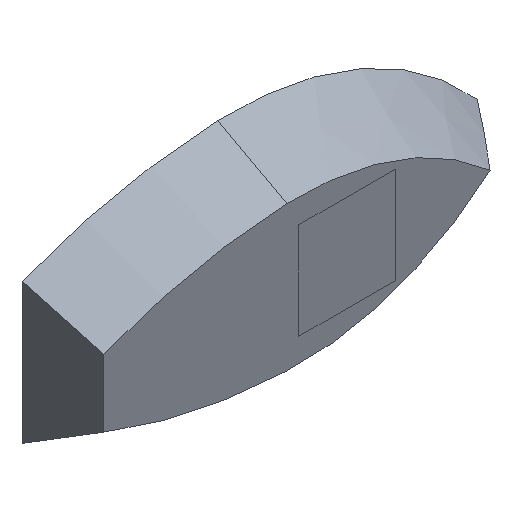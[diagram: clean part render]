
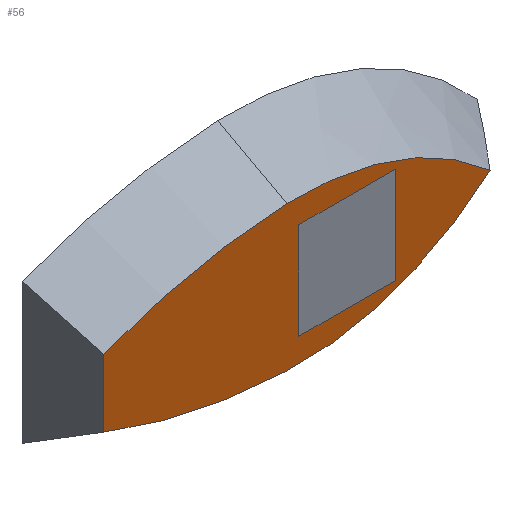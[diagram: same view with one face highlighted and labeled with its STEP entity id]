
A CAD part, isometric view. The second image highlights one B-rep face of the part: STEP entity #56.
In plain terms, the highlighted planar face has unit normal (0, -1, 0).
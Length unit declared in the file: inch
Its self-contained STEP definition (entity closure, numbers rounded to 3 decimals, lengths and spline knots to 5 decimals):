
#2 = DIRECTION ( 'NONE',  ( 0., 0., 1. ) ) ;
#3 = VERTEX_POINT ( 'NONE', #77 ) ;
#4 = EDGE_CURVE ( 'NONE', #284, #307, #168, .T. ) ;
#7 = DIRECTION ( 'NONE',  ( 0., 0., 1. ) ) ;
#12 = DIRECTION ( 'NONE',  ( 0., 1., 0. ) ) ;
#15 = CARTESIAN_POINT ( 'NONE',  ( 84.67176, 0., -19.68504 ) ) ;
#17 = DIRECTION ( 'NONE',  ( 0., 0., 1. ) ) ;
#24 = CARTESIAN_POINT ( 'NONE',  ( 79.55087, 0., 19.68504 ) ) ;
#25 = VERTEX_POINT ( 'NONE', #230 ) ;
#26 = VECTOR ( 'NONE', #78, 39.37008 ) ;
#28 = ORIENTED_EDGE ( 'NONE', *, *, #154, .F. ) ;
#34 = ORIENTED_EDGE ( 'NONE', *, *, #49, .F. ) ;
#38 = VERTEX_POINT ( 'NONE', #203 ) ;
#43 = PLANE ( 'NONE',  #164 ) ;
#44 = ORIENTED_EDGE ( 'NONE', *, *, #272, .F. ) ;
#49 = EDGE_CURVE ( 'NONE', #3, #218, #238, .T. ) ;
#56 = ADVANCED_FACE ( 'NONE', ( #96, #160 ), #43, .F. ) ;
#65 = DIRECTION ( 'NONE',  ( 0., 1., 0. ) ) ;
#73 = LINE ( 'NONE', #232, #26 ) ;
#75 = VECTOR ( 'NONE', #300, 39.37008 ) ;
#77 = CARTESIAN_POINT ( 'NONE',  ( 157.48031, 0., 0. ) ) ;
#78 = DIRECTION ( 'NONE',  ( 0., 0., 1. ) ) ;
#79 = EDGE_CURVE ( 'NONE', #209, #38, #219, .T. ) ;
#85 = ORIENTED_EDGE ( 'NONE', *, *, #79, .F. ) ;
#96 = FACE_OUTER_BOUND ( 'NONE', #105, .T. ) ;
#104 = ORIENTED_EDGE ( 'NONE', *, *, #221, .F. ) ;
#105 = EDGE_LOOP ( 'NONE', ( #104, #175, #44, #34, #248 ) ) ;
#106 = VECTOR ( 'NONE', #7, 39.37008 ) ;
#116 = DIRECTION ( 'NONE',  ( 0., 0., 1. ) ) ;
#118 = AXIS2_PLACEMENT_3D ( 'NONE', #213, #65, #315 ) ;
#119 = CARTESIAN_POINT ( 'NONE',  ( 118.92095, 0., -19.68504 ) ) ;
#120 = LINE ( 'NONE', #125, #234 ) ;
#125 = CARTESIAN_POINT ( 'NONE',  ( 84.67176, 0., 19.68504 ) ) ;
#126 = EDGE_CURVE ( 'NONE', #220, #3, #243, .T. ) ;
#138 = CARTESIAN_POINT ( 'NONE',  ( 0., 0., 13.77953 ) ) ;
#141 = DIRECTION ( 'NONE',  ( 0., 1., 0. ) ) ;
#144 = EDGE_LOOP ( 'NONE', ( #247, #237, #85, #28 ) ) ;
#145 = CARTESIAN_POINT ( 'NONE',  ( 74.65172, 0., -29.52756 ) ) ;
#147 = CARTESIAN_POINT ( 'NONE',  ( 84.67176, 0., -202.7842 ) ) ;
#149 = LINE ( 'NONE', #15, #283 ) ;
#154 = EDGE_CURVE ( 'NONE', #307, #209, #120, .T. ) ;
#156 = CARTESIAN_POINT ( 'NONE',  ( 84.67176, 0., -202.7842 ) ) ;
#160 = FACE_BOUND ( 'NONE', #144, .T. ) ;
#164 = AXIS2_PLACEMENT_3D ( 'NONE', #156, #12, #286 ) ;
#165 = DIRECTION ( 'NONE',  ( 0., 1., 0. ) ) ;
#168 = LINE ( 'NONE', #201, #106 ) ;
#175 = ORIENTED_EDGE ( 'NONE', *, *, #310, .F. ) ;
#178 = CARTESIAN_POINT ( 'NONE',  ( 79.55087, 0., -202.7842 ) ) ;
#184 = AXIS2_PLACEMENT_3D ( 'NONE', #293, #141, #2 ) ;
#189 = DIRECTION ( 'NONE',  ( 1., 0., 0. ) ) ;
#201 = CARTESIAN_POINT ( 'NONE',  ( 118.92095, 0., -202.7842 ) ) ;
#202 = CARTESIAN_POINT ( 'NONE',  ( 118.92095, 0., 19.68504 ) ) ;
#203 = CARTESIAN_POINT ( 'NONE',  ( 79.55087, 0., -19.68504 ) ) ;
#209 = VERTEX_POINT ( 'NONE', #24 ) ;
#213 = CARTESIAN_POINT ( 'NONE',  ( 79.6897, 0., 87.27647 ) ) ;
#218 = VERTEX_POINT ( 'NONE', #145 ) ;
#219 = LINE ( 'NONE', #178, #75 ) ;
#220 = VERTEX_POINT ( 'NONE', #301 ) ;
#221 = EDGE_CURVE ( 'NONE', #271, #220, #294, .T. ) ;
#230 = CARTESIAN_POINT ( 'NONE',  ( 0., 0., -13.77953 ) ) ;
#232 = CARTESIAN_POINT ( 'NONE',  ( 0., 0., 13.77953 ) ) ;
#234 = VECTOR ( 'NONE', #298, 39.37008 ) ;
#237 = ORIENTED_EDGE ( 'NONE', *, *, #258, .F. ) ;
#238 = CIRCLE ( 'NONE', #118, 116.91263 ) ;
#243 = CIRCLE ( 'NONE', #184, 116.91263 ) ;
#247 = ORIENTED_EDGE ( 'NONE', *, *, #4, .F. ) ;
#248 = ORIENTED_EDGE ( 'NONE', *, *, #126, .F. ) ;
#254 = AXIS2_PLACEMENT_3D ( 'NONE', #319, #165, #17 ) ;
#258 = EDGE_CURVE ( 'NONE', #38, #284, #149, .T. ) ;
#262 = DIRECTION ( 'NONE',  ( 0., 1., 0. ) ) ;
#271 = VERTEX_POINT ( 'NONE', #138 ) ;
#272 = EDGE_CURVE ( 'NONE', #218, #25, #279, .T. ) ;
#279 = CIRCLE ( 'NONE', #254, 232.52775 ) ;
#281 = AXIS2_PLACEMENT_3D ( 'NONE', #147, #262, #116 ) ;
#283 = VECTOR ( 'NONE', #189, 39.37008 ) ;
#284 = VERTEX_POINT ( 'NONE', #119 ) ;
#286 = DIRECTION ( 'NONE',  ( 0., 0., 1. ) ) ;
#293 = CARTESIAN_POINT ( 'NONE',  ( 79.6897, 0., -87.27647 ) ) ;
#294 = CIRCLE ( 'NONE', #281, 232.52775 ) ;
#298 = DIRECTION ( 'NONE',  ( -1., 0., 0. ) ) ;
#300 = DIRECTION ( 'NONE',  ( 0., 0., -1. ) ) ;
#301 = CARTESIAN_POINT ( 'NONE',  ( 74.65172, 0., 29.52756 ) ) ;
#307 = VERTEX_POINT ( 'NONE', #202 ) ;
#310 = EDGE_CURVE ( 'NONE', #25, #271, #73, .T. ) ;
#315 = DIRECTION ( 'NONE',  ( 0., 0., 1. ) ) ;
#319 = CARTESIAN_POINT ( 'NONE',  ( 84.67176, 0., 202.7842 ) ) ;
